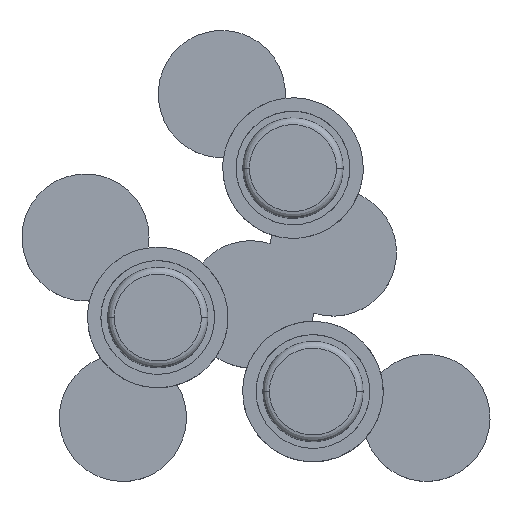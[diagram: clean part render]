
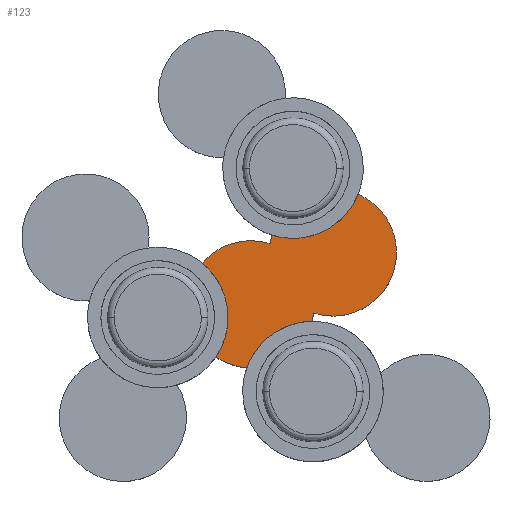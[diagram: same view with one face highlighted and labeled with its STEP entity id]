
A CAD part, top view. The second image highlights one B-rep face of the part: STEP entity #123.
In plain terms, the highlighted planar face has unit normal (0, 0, 1).
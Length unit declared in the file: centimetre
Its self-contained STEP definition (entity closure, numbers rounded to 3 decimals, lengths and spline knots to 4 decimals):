
#123=ADVANCED_FACE('',(#202),#1131,.T.);
#202=FACE_OUTER_BOUND('',#281,.T.);
#281=EDGE_LOOP('',(#397,#398,#399,#400,#401,#402,#403,#404,#405));
#397=ORIENTED_EDGE('',*,*,#677,.T.);
#398=ORIENTED_EDGE('',*,*,#681,.T.);
#399=ORIENTED_EDGE('',*,*,#684,.T.);
#400=ORIENTED_EDGE('',*,*,#687,.T.);
#401=ORIENTED_EDGE('',*,*,#690,.T.);
#402=ORIENTED_EDGE('',*,*,#693,.T.);
#403=ORIENTED_EDGE('',*,*,#696,.T.);
#404=ORIENTED_EDGE('',*,*,#698,.T.);
#405=ORIENTED_EDGE('',*,*,#734,.T.);
#677=EDGE_CURVE('',#993,#992,#833,.T.);
#681=EDGE_CURVE('',#992,#995,#837,.T.);
#684=EDGE_CURVE('',#995,#997,#840,.T.);
#687=EDGE_CURVE('',#997,#999,#843,.T.);
#690=EDGE_CURVE('',#999,#1001,#846,.T.);
#693=EDGE_CURVE('',#1001,#1003,#849,.T.);
#696=EDGE_CURVE('',#1003,#1005,#852,.T.);
#698=EDGE_CURVE('',#1005,#1028,#854,.T.);
#734=EDGE_CURVE('',#1028,#993,#890,.T.);
#833=(
BOUNDED_CURVE()
B_SPLINE_CURVE(2,(#1641,#1642,#1643),.UNSPECIFIED.,.F.,.F.)
B_SPLINE_CURVE_WITH_KNOTS((3,3),(-75.6432,-73.154),
 .UNSPECIFIED.)
CURVE()
GEOMETRIC_REPRESENTATION_ITEM()
RATIONAL_B_SPLINE_CURVE((1.,0.966,1.))
REPRESENTATION_ITEM('')
);
#837=(
BOUNDED_CURVE()
B_SPLINE_CURVE(2,(#1651,#1652,#1653),.UNSPECIFIED.,.F.,.F.)
B_SPLINE_CURVE_WITH_KNOTS((3,3),(-73.154,-66.8132),
 .UNSPECIFIED.)
CURVE()
GEOMETRIC_REPRESENTATION_ITEM()
RATIONAL_B_SPLINE_CURVE((1.,0.823,1.))
REPRESENTATION_ITEM('')
);
#840=(
BOUNDED_CURVE()
B_SPLINE_CURVE(2,(#1659,#1660,#1661),.UNSPECIFIED.,.F.,.F.)
B_SPLINE_CURVE_WITH_KNOTS((3,3),(-66.8132,-66.1818),
 .UNSPECIFIED.)
CURVE()
GEOMETRIC_REPRESENTATION_ITEM()
RATIONAL_B_SPLINE_CURVE((1.,0.998,1.))
REPRESENTATION_ITEM('')
);
#843=(
BOUNDED_CURVE()
B_SPLINE_CURVE(2,(#1669,#1670,#1671,#1672,#1673),.UNSPECIFIED.,.F.,.F.)
B_SPLINE_CURVE_WITH_KNOTS((3,2,3),(-66.1818,-58.9558,-51.7297),
 .UNSPECIFIED.)
CURVE()
GEOMETRIC_REPRESENTATION_ITEM()
RATIONAL_B_SPLINE_CURVE((1.,0.724,1.,0.724,1.))
REPRESENTATION_ITEM('')
);
#846=(
BOUNDED_CURVE()
B_SPLINE_CURVE(2,(#1679,#1680,#1681),.UNSPECIFIED.,.F.,.F.)
B_SPLINE_CURVE_WITH_KNOTS((3,3),(-51.7297,-43.8844),
 .UNSPECIFIED.)
CURVE()
GEOMETRIC_REPRESENTATION_ITEM()
RATIONAL_B_SPLINE_CURVE((1.,0.734,1.))
REPRESENTATION_ITEM('')
);
#849=(
BOUNDED_CURVE()
B_SPLINE_CURVE(2,(#1687,#1688,#1689),.UNSPECIFIED.,.F.,.F.)
B_SPLINE_CURVE_WITH_KNOTS((3,3),(-43.8844,-43.2305),
 .UNSPECIFIED.)
CURVE()
GEOMETRIC_REPRESENTATION_ITEM()
RATIONAL_B_SPLINE_CURVE((1.,0.998,1.))
REPRESENTATION_ITEM('')
);
#852=(
BOUNDED_CURVE()
B_SPLINE_CURVE(2,(#1695,#1696,#1697),.UNSPECIFIED.,.F.,.F.)
B_SPLINE_CURVE_WITH_KNOTS((3,3),(-43.2305,-37.6331),
 .UNSPECIFIED.)
CURVE()
GEOMETRIC_REPRESENTATION_ITEM()
RATIONAL_B_SPLINE_CURVE((1.,0.831,1.))
REPRESENTATION_ITEM('')
);
#854=(
BOUNDED_CURVE()
B_SPLINE_CURVE(2,(#1701,#1702,#1703),.UNSPECIFIED.,.F.,.F.)
B_SPLINE_CURVE_WITH_KNOTS((3,3),(-37.6331,-33.0202),
 .UNSPECIFIED.)
CURVE()
GEOMETRIC_REPRESENTATION_ITEM()
RATIONAL_B_SPLINE_CURVE((1.,0.904,1.))
REPRESENTATION_ITEM('')
);
#890=(
BOUNDED_CURVE()
B_SPLINE_CURVE(2,(#1861,#1862,#1863),.UNSPECIFIED.,.F.,.F.)
B_SPLINE_CURVE_WITH_KNOTS((3,3),(-33.0202,-29.8398),
 .UNSPECIFIED.)
CURVE()
GEOMETRIC_REPRESENTATION_ITEM()
RATIONAL_B_SPLINE_CURVE((1.,0.955,1.))
REPRESENTATION_ITEM('')
);
#992=VERTEX_POINT('',#1517);
#993=VERTEX_POINT('',#1518);
#995=VERTEX_POINT('',#1520);
#997=VERTEX_POINT('',#1522);
#999=VERTEX_POINT('',#1524);
#1001=VERTEX_POINT('',#1526);
#1003=VERTEX_POINT('',#1528);
#1005=VERTEX_POINT('',#1530);
#1028=VERTEX_POINT('',#1553);
#1131=PLANE('',#1185);
#1185=AXIS2_PLACEMENT_3D('',#1314,#1223,$);
#1223=DIRECTION('',(0.,0.,1.));
#1314=CARTESIAN_POINT('',(1201.7422,23.2035,2.5));
#1517=CARTESIAN_POINT('',(1188.7455,8.6238,2.5));
#1518=CARTESIAN_POINT('',(1186.4114,9.4034,2.5));
#1520=CARTESIAN_POINT('',(1193.6044,12.0794,2.5));
#1522=CARTESIAN_POINT('',(1193.7345,12.6968,2.5));
#1524=CARTESIAN_POINT('',(1197.0592,21.5836,2.5));
#1526=CARTESIAN_POINT('',(1190.6101,18.53,2.5));
#1528=CARTESIAN_POINT('',(1190.4739,17.891,2.5));
#1530=CARTESIAN_POINT('',(1185.4014,16.4283,2.5));
#1553=CARTESIAN_POINT('',(1187.3267,12.3652,2.5));
#1641=CARTESIAN_POINT('',(1186.4114,9.4034,2.5));
#1642=CARTESIAN_POINT('',(1187.474,8.7006,2.5));
#1643=CARTESIAN_POINT('',(1188.7455,8.6238,2.5));
#1651=CARTESIAN_POINT('',(1188.7455,8.6238,2.5));
#1652=CARTESIAN_POINT('',(1189.9831,12.0276,2.5));
#1653=CARTESIAN_POINT('',(1193.6044,12.0794,2.5));
#1659=CARTESIAN_POINT('',(1193.6044,12.0794,2.5));
#1660=CARTESIAN_POINT('',(1193.69,12.3837,2.5));
#1661=CARTESIAN_POINT('',(1193.7345,12.6968,2.5));
#1669=CARTESIAN_POINT('',(1193.7345,12.6968,2.5));
#1670=CARTESIAN_POINT('',(1198.0415,11.3244,2.5));
#1671=CARTESIAN_POINT('',(1199.6255,15.5582,2.5));
#1672=CARTESIAN_POINT('',(1201.2094,19.792,2.5));
#1673=CARTESIAN_POINT('',(1197.0592,21.5836,2.5));
#1679=CARTESIAN_POINT('',(1197.0592,21.5836,2.5));
#1680=CARTESIAN_POINT('',(1195.249,17.0697,2.5));
#1681=CARTESIAN_POINT('',(1190.6101,18.53,2.5));
#1687=CARTESIAN_POINT('',(1190.6101,18.53,2.5));
#1688=CARTESIAN_POINT('',(1190.5199,18.2152,2.5));
#1689=CARTESIAN_POINT('',(1190.4739,17.891,2.5));
#1695=CARTESIAN_POINT('',(1190.4739,17.891,2.5));
#1696=CARTESIAN_POINT('',(1187.4488,18.8549,2.5));
#1697=CARTESIAN_POINT('',(1185.4014,16.4283,2.5));
#1701=CARTESIAN_POINT('',(1185.4014,16.4283,2.5));
#1702=CARTESIAN_POINT('',(1187.3267,14.8529,2.5));
#1703=CARTESIAN_POINT('',(1187.3267,12.3652,2.5));
#1861=CARTESIAN_POINT('',(1187.3267,12.3652,2.5));
#1862=CARTESIAN_POINT('',(1187.3267,10.7429,2.5));
#1863=CARTESIAN_POINT('',(1186.4114,9.4034,2.5));
